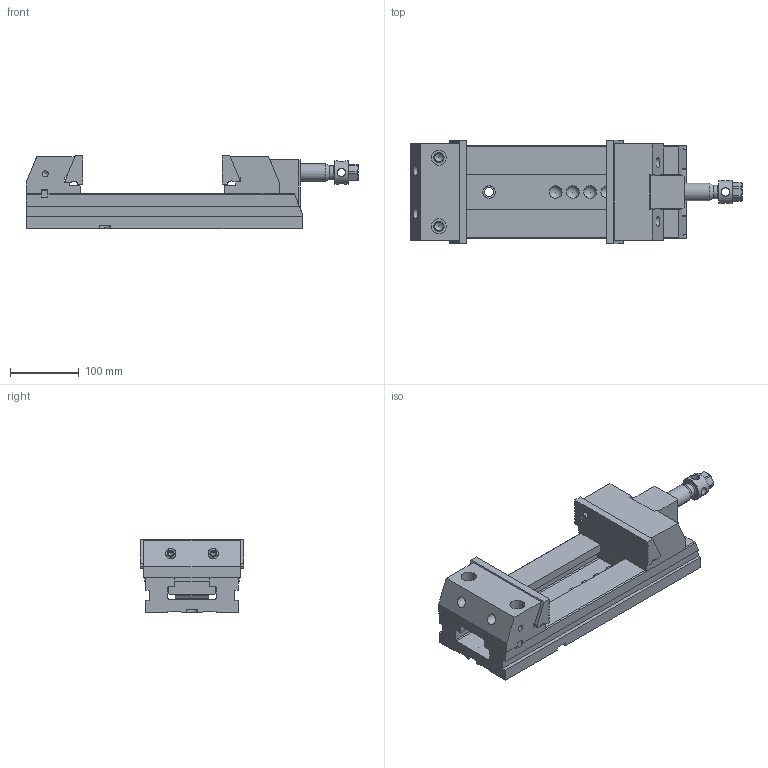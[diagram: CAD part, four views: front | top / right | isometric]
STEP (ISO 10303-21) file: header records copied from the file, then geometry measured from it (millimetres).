
FILE_DESCRIPTION(/* description */ (''),/* implementation_level */ '2;1');
FILE_NAME(/* name */ '30_150G_Mordaza.stp',/* time_stamp */ '2013-10-23T13:57:10+02:00',/* author */ (''),/* organization */ (''),/* preprocessor_version */ 'ST-DEVELOPER v11',/* originating_system */ 'SIEMENS PLM Software NX 7.5',/* authorisation */ '');
FILE_SCHEMA (('CONFIG_CONTROL_DESIGN'));
Length unit declared in the file: millimetre
Products named in the file (2): 15091 Montaje taco atras; 30_150G_Mordaza
Assembly tree (1 placements, depth 2):
  30_150G_Mordaza
    15091 Montaje taco atras
Bounding box: 483 x 150 x 107.1 mm (x, y, z)
Volume: 3178514.3 mm3; surface area: 449090.7 mm2
Topology: 12 solids, 12 shells, 442 faces, 1217 edges, 808 vertices
Faces by surface type: plane 292, cylinder 98, cone 33, sphere 10, torus 9
Full cylindrical faces by diameter (mm): 4.351 x1, 5.188 x5, 6.985 x4, 8.782 x5, 9.7 x2, 10 x2, 10.579 x4, 12 x4, 12.376 x2, 13 x6, 15 x6, 16 x2, 16.5 x1, 18 x2, 19 x4, 20 x3, 21.25 x1, 22 x2, 26 x1, 30 x2, 33.8 x1, 34 x3
Entity records: 13386 total; most frequent: CARTESIAN_POINT 2593, DIRECTION 2149, ORIENTED_EDGE 2052, EDGE_CURVE 1026, VERTEX_POINT 743, AXIS2_PLACEMENT_3D 719, LINE 711, VECTOR 711
